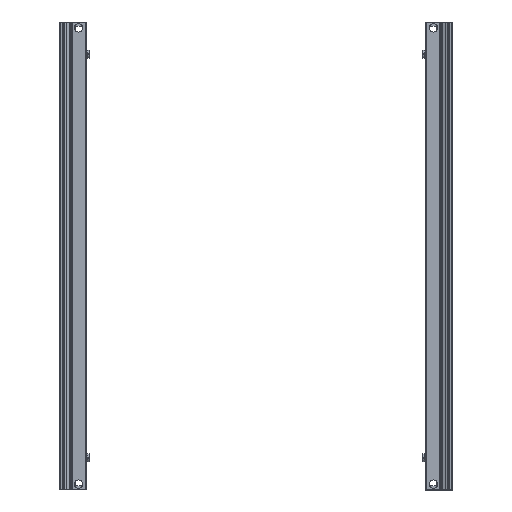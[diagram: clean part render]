
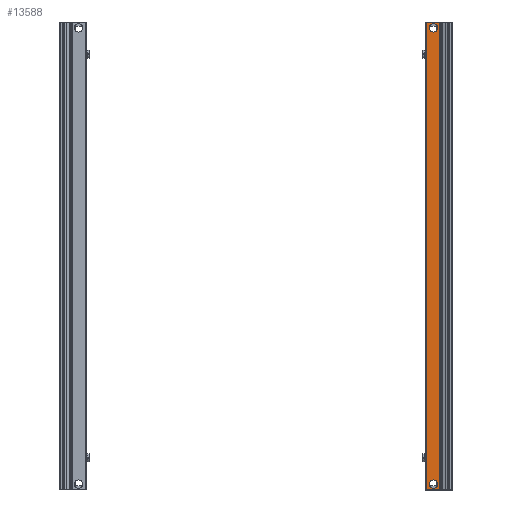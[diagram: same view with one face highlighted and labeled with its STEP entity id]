
A CAD part, left-side view. The second image highlights one B-rep face of the part: STEP entity #13588.
In plain terms, the highlighted face is planar.
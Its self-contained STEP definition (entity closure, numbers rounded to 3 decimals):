
#251 = AXIS2_PLACEMENT_3D ( 'NONE', #17369, #2112, #5743 ) ;
#451 = CARTESIAN_POINT ( 'NONE',  ( 42.5, -22.5, 725. ) ) ;
#548 = AXIS2_PLACEMENT_3D ( 'NONE', #20481, #10624, #1600 ) ;
#651 = DIRECTION ( 'NONE',  ( 0., 0., -1. ) ) ;
#944 = ORIENTED_EDGE ( 'NONE', *, *, #21115, .F. ) ;
#1014 = EDGE_CURVE ( 'NONE', #20596, #18851, #2308, .T. ) ;
#1600 = DIRECTION ( 'NONE',  ( 0., 0., -1. ) ) ;
#1806 = VECTOR ( 'NONE', #10440, 1000. ) ;
#2071 = EDGE_LOOP ( 'NONE', ( #7179, #10362 ) ) ;
#2112 = DIRECTION ( 'NONE',  ( 1., 0., 0. ) ) ;
#2207 = CARTESIAN_POINT ( 'NONE',  ( 42.5, -12.5, 9. ) ) ;
#2227 = VERTEX_POINT ( 'NONE', #2680 ) ;
#2308 = LINE ( 'NONE', #17552, #11125 ) ;
#2680 = CARTESIAN_POINT ( 'NONE',  ( 42.5, -22.5, 0. ) ) ;
#2894 = CARTESIAN_POINT ( 'NONE',  ( 42.5, -12.5, 716. ) ) ;
#3183 = CARTESIAN_POINT ( 'NONE',  ( 42.5, -2., 725. ) ) ;
#5714 = CARTESIAN_POINT ( 'NONE',  ( 42.5, -12.5, 709.5 ) ) ;
#5743 = DIRECTION ( 'NONE',  ( 0., 0., 1. ) ) ;
#5752 = VERTEX_POINT ( 'NONE', #6268 ) ;
#6268 = CARTESIAN_POINT ( 'NONE',  ( 42.5, -12.5, 2.5 ) ) ;
#6336 = CARTESIAN_POINT ( 'NONE',  ( 42.5, 0., 725. ) ) ;
#6752 = DIRECTION ( 'NONE',  ( 0., 0., -1. ) ) ;
#6850 = VERTEX_POINT ( 'NONE', #8921 ) ;
#6991 = CARTESIAN_POINT ( 'NONE',  ( 42.5, -22.5, 725. ) ) ;
#7179 = ORIENTED_EDGE ( 'NONE', *, *, #13562, .F. ) ;
#7430 = DIRECTION ( 'NONE',  ( 0., -1., 0. ) ) ;
#8323 = EDGE_LOOP ( 'NONE', ( #16099, #16804, #13190, #22514 ) ) ;
#8391 = DIRECTION ( 'NONE',  ( 1., 0., 0. ) ) ;
#8921 = CARTESIAN_POINT ( 'NONE',  ( 42.5, -12.5, 722.5 ) ) ;
#8945 = LINE ( 'NONE', #13075, #12933 ) ;
#9837 = DIRECTION ( 'NONE',  ( 0., 0., -1. ) ) ;
#10362 = ORIENTED_EDGE ( 'NONE', *, *, #22921, .F. ) ;
#10428 = DIRECTION ( 'NONE',  ( 0., -1., 0. ) ) ;
#10440 = DIRECTION ( 'NONE',  ( 0., 0., -1. ) ) ;
#10624 = DIRECTION ( 'NONE',  ( 1., 0., 0. ) ) ;
#10740 = AXIS2_PLACEMENT_3D ( 'NONE', #2207, #15348, #23214 ) ;
#11125 = VECTOR ( 'NONE', #10428, 1000. ) ;
#11496 = EDGE_CURVE ( 'NONE', #18851, #2227, #12503, .T. ) ;
#11826 = CARTESIAN_POINT ( 'NONE',  ( 42.5, -2., 725. ) ) ;
#11850 = FACE_BOUND ( 'NONE', #16046, .T. ) ;
#12503 = LINE ( 'NONE', #6991, #18859 ) ;
#12933 = VECTOR ( 'NONE', #7430, 1000. ) ;
#13075 = CARTESIAN_POINT ( 'NONE',  ( 42.5, 0., 0. ) ) ;
#13190 = ORIENTED_EDGE ( 'NONE', *, *, #1014, .T. ) ;
#13474 = DIRECTION ( 'NONE',  ( 1., 0., 0. ) ) ;
#13562 = EDGE_CURVE ( 'NONE', #5752, #17909, #19523, .T. ) ;
#13588 = ADVANCED_FACE ( 'NONE', ( #13714, #11850, #23340 ), #19467, .T. ) ;
#13714 = FACE_BOUND ( 'NONE', #2071, .T. ) ;
#14005 = ORIENTED_EDGE ( 'NONE', *, *, #17289, .F. ) ;
#14624 = AXIS2_PLACEMENT_3D ( 'NONE', #2894, #8391, #651 ) ;
#14950 = CARTESIAN_POINT ( 'NONE',  ( 42.5, -12.5, 15.5 ) ) ;
#15348 = DIRECTION ( 'NONE',  ( 1., 0., 0. ) ) ;
#16046 = EDGE_LOOP ( 'NONE', ( #14005, #944 ) ) ;
#16099 = ORIENTED_EDGE ( 'NONE', *, *, #19091, .F. ) ;
#16618 = CIRCLE ( 'NONE', #14624, 6.5 ) ;
#16724 = AXIS2_PLACEMENT_3D ( 'NONE', #6336, #13474, #9837 ) ;
#16804 = ORIENTED_EDGE ( 'NONE', *, *, #21992, .F. ) ;
#17289 = EDGE_CURVE ( 'NONE', #24713, #6850, #23318, .T. ) ;
#17369 = CARTESIAN_POINT ( 'NONE',  ( 42.5, -12.5, 9. ) ) ;
#17552 = CARTESIAN_POINT ( 'NONE',  ( 42.5, 0., 725. ) ) ;
#17909 = VERTEX_POINT ( 'NONE', #14950 ) ;
#17944 = LINE ( 'NONE', #3183, #1806 ) ;
#18851 = VERTEX_POINT ( 'NONE', #451 ) ;
#18859 = VECTOR ( 'NONE', #6752, 1000. ) ;
#19091 = EDGE_CURVE ( 'NONE', #20719, #2227, #8945, .T. ) ;
#19467 = PLANE ( 'NONE',  #16724 ) ;
#19523 = CIRCLE ( 'NONE', #10740, 6.5 ) ;
#20481 = CARTESIAN_POINT ( 'NONE',  ( 42.5, -12.5, 716. ) ) ;
#20596 = VERTEX_POINT ( 'NONE', #11826 ) ;
#20719 = VERTEX_POINT ( 'NONE', #23938 ) ;
#21115 = EDGE_CURVE ( 'NONE', #6850, #24713, #16618, .T. ) ;
#21831 = CIRCLE ( 'NONE', #251, 6.5 ) ;
#21992 = EDGE_CURVE ( 'NONE', #20596, #20719, #17944, .T. ) ;
#22514 = ORIENTED_EDGE ( 'NONE', *, *, #11496, .T. ) ;
#22921 = EDGE_CURVE ( 'NONE', #17909, #5752, #21831, .T. ) ;
#23214 = DIRECTION ( 'NONE',  ( 0., 0., 1. ) ) ;
#23318 = CIRCLE ( 'NONE', #548, 6.5 ) ;
#23340 = FACE_OUTER_BOUND ( 'NONE', #8323, .T. ) ;
#23938 = CARTESIAN_POINT ( 'NONE',  ( 42.5, -2., 0. ) ) ;
#24713 = VERTEX_POINT ( 'NONE', #5714 ) ;
